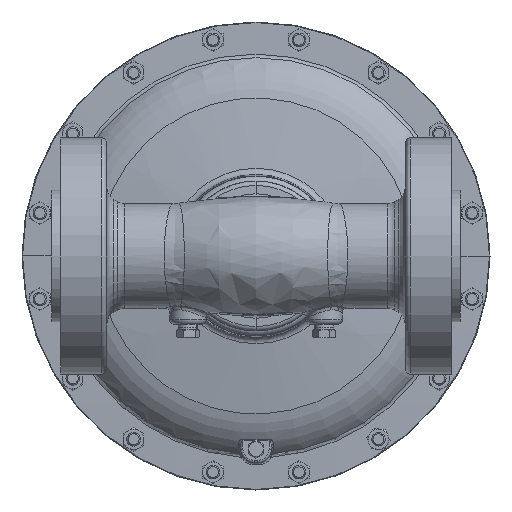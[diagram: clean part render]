
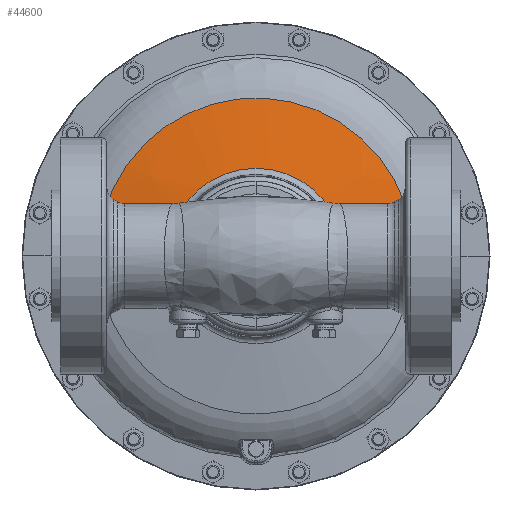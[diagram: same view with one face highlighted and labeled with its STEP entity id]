
A CAD part, front view. The second image highlights one B-rep face of the part: STEP entity #44600.
In plain terms, the highlighted spherical face has radius 584.2 mm.
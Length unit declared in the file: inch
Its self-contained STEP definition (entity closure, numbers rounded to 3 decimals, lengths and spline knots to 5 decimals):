
#1351 = CARTESIAN_POINT ( 'NONE',  ( -3.43211, 8.15512, 0.06149 ) ) ;
#5675 = CARTESIAN_POINT ( 'NONE',  ( -4.06173, 8.26583, 0.55621 ) ) ;
#6134 = CARTESIAN_POINT ( 'NONE',  ( -3.66703, 8.19636, 0.45913 ) ) ;
#6541 = CARTESIAN_POINT ( 'NONE',  ( -3.45878, 8.1598, 0.18098 ) ) ;
#7224 = CARTESIAN_POINT ( 'NONE',  ( 0., 30.89752, 0. ) ) ;
#8426 = ORIENTED_EDGE ( 'NONE', *, *, #27418, .T. ) ;
#9569 = DIRECTION ( 'NONE',  ( 0., 1., 0. ) ) ;
#12048 = CARTESIAN_POINT ( 'NONE',  ( -3.42898, 8.15457, 0.01533 ) ) ;
#16392 = CARTESIAN_POINT ( 'NONE',  ( -3.99654, 8.25434, 0.56087 ) ) ;
#16629 = DIRECTION ( 'NONE',  ( 0., 0., 1. ) ) ;
#16632 = ORIENTED_EDGE ( 'NONE', *, *, #100726, .T. ) ;
#16856 = CARTESIAN_POINT ( 'NONE',  ( -3.61519, 8.18726, 0.41799 ) ) ;
#17090 = DIRECTION ( 'NONE',  ( 1., 0., 0. ) ) ;
#17930 = DIRECTION ( 'NONE',  ( -1., 0., 0. ) ) ;
#21423 = ORIENTED_EDGE ( 'NONE', *, *, #85556, .T. ) ;
#23315 = CARTESIAN_POINT ( 'NONE',  ( 0., 30.89752, 0. ) ) ;
#27104 = CARTESIAN_POINT ( 'NONE',  ( -3.90867, 8.23887, 0.55641 ) ) ;
#27418 = EDGE_CURVE ( 'NONE', #46965, #137728, #42948, .T. ) ;
#27485 = AXIS2_PLACEMENT_3D ( 'NONE', #7224, #81644, #17930 ) ;
#27568 = CARTESIAN_POINT ( 'NONE',  ( -3.53985, 8.17403, 0.33785 ) ) ;
#30923 = AXIS2_PLACEMENT_3D ( 'NONE', #58949, #16629, #17090 ) ;
#32275 = CIRCLE ( 'NONE', #106050, 23. ) ;
#33502 = CARTESIAN_POINT ( 'NONE',  ( -2.41202, 8.02435, 0. ) ) ;
#33968 = CARTESIAN_POINT ( 'NONE',  ( 4.34629, 8.31191, 0. ) ) ;
#33988 = DIRECTION ( 'NONE',  ( 1., 0., 0. ) ) ;
#37767 = CARTESIAN_POINT ( 'NONE',  ( -3.81365, 8.22214, 0.53238 ) ) ;
#38230 = CARTESIAN_POINT ( 'NONE',  ( -3.49341, 8.16587, 0.26226 ) ) ;
#42476 = ORIENTED_EDGE ( 'NONE', *, *, #117455, .F. ) ;
#42948 = CIRCLE ( 'NONE', #89957, 4.34629 ) ;
#43650 = CARTESIAN_POINT ( 'NONE',  ( -3.45878, 8.1598, 0.18098 ) ) ;
#44600 = ADVANCED_FACE ( 'NONE', ( #129058 ), #75783, .T. ) ;
#46965 = VERTEX_POINT ( 'NONE', #33968 ) ;
#47994 = CARTESIAN_POINT ( 'NONE',  ( -4.24929, 8.29891, 0.49843 ) ) ;
#48449 = CARTESIAN_POINT ( 'NONE',  ( -3.78266, 8.21669, 0.52115 ) ) ;
#48910 = CARTESIAN_POINT ( 'NONE',  ( -3.4659, 8.16105, 0.20184 ) ) ;
#50895 = VERTEX_POINT ( 'NONE', #33502 ) ;
#53733 = DIRECTION ( 'NONE',  ( 0., -1., 0. ) ) ;
#58035 = ORIENTED_EDGE ( 'NONE', *, *, #80210, .T. ) ;
#58716 = CARTESIAN_POINT ( 'NONE',  ( -4.1683, 8.28462, 0.53158 ) ) ;
#58949 = CARTESIAN_POINT ( 'NONE',  ( 0., 30.89752, 0. ) ) ;
#59172 = CARTESIAN_POINT ( 'NONE',  ( -3.74221, 8.20958, 0.50359 ) ) ;
#65080 = CARTESIAN_POINT ( 'NONE',  ( -3.43398, 8.15544, 0.07672 ) ) ;
#69413 = CARTESIAN_POINT ( 'NONE',  ( -4.10467, 8.2734, 0.54891 ) ) ;
#69871 = CARTESIAN_POINT ( 'NONE',  ( -3.68516, 8.19955, 0.47134 ) ) ;
#71791 = EDGE_CURVE ( 'NONE', #137728, #135506, #115172, .T. ) ;
#72525 = CARTESIAN_POINT ( 'NONE',  ( 2.41202, 8.02435, 0. ) ) ;
#73299 = CARTESIAN_POINT ( 'NONE',  ( 0., 8.02435, 0. ) ) ;
#75765 = CARTESIAN_POINT ( 'NONE',  ( -3.4296, 8.15468, 0.03077 ) ) ;
#75783 = SPHERICAL_SURFACE ( 'NONE', #30923, 23. ) ;
#76450 = ORIENTED_EDGE ( 'NONE', *, *, #71791, .T. ) ;
#79655 = CARTESIAN_POINT ( 'NONE',  ( -4.3229, 8.31191, 0.45036 ) ) ;
#79737 = VERTEX_POINT ( 'NONE', #128630 ) ;
#80110 = CARTESIAN_POINT ( 'NONE',  ( -4.0401, 8.26202, 0.5586 ) ) ;
#80210 = EDGE_CURVE ( 'NONE', #79737, #50895, #32275, .T. ) ;
#80574 = CARTESIAN_POINT ( 'NONE',  ( -3.63209, 8.19023, 0.43252 ) ) ;
#81644 = DIRECTION ( 'NONE',  ( 0., 0., -1. ) ) ;
#84007 = DIRECTION ( 'NONE',  ( 1., 0., 0. ) ) ;
#85556 = EDGE_CURVE ( 'NONE', #50895, #94261, #104734, .T. ) ;
#86464 = CARTESIAN_POINT ( 'NONE',  ( -3.42898, 8.15457, 0. ) ) ;
#89957 = AXIS2_PLACEMENT_3D ( 'NONE', #117460, #53733, #128190 ) ;
#90047 = EDGE_LOOP ( 'NONE', ( #16632, #58035, #21423, #42476, #8426, #76450 ) ) ;
#90847 = CARTESIAN_POINT ( 'NONE',  ( -3.97449, 8.25046, 0.56073 ) ) ;
#91299 = CARTESIAN_POINT ( 'NONE',  ( -3.56757, 8.17889, 0.37188 ) ) ;
#94261 = VERTEX_POINT ( 'NONE', #72525 ) ;
#96833 = B_SPLINE_CURVE_WITH_KNOTS ( 'NONE', 3,
 ( #43650, #105478, #128805, #65080, #1351, #75765, #12048, #86464 ),
 .UNSPECIFIED., .F., .F.,
 ( 4, 2, 2, 4 ),
 ( 0., 0.00233, 0.0035, 0.00467 ),
 .UNSPECIFIED. ) ;
#97716 = DIRECTION ( 'NONE',  ( 0., 0., 1. ) ) ;
#100726 = EDGE_CURVE ( 'NONE', #135506, #79737, #96833, .T. ) ;
#101021 = CARTESIAN_POINT ( 'NONE',  ( -4.28725, 8.30562, 0.47677 ) ) ;
#101480 = CARTESIAN_POINT ( 'NONE',  ( -3.86585, 8.23133, 0.54848 ) ) ;
#101940 = CARTESIAN_POINT ( 'NONE',  ( -3.50429, 8.16779, 0.28188 ) ) ;
#104734 = CIRCLE ( 'NONE', #121558, 2.41202 ) ;
#105478 = CARTESIAN_POINT ( 'NONE',  ( -3.44882, 8.15805, 0.15177 ) ) ;
#106050 = AXIS2_PLACEMENT_3D ( 'NONE', #23315, #97716, #33988 ) ;
#109920 = CARTESIAN_POINT ( 'NONE',  ( -4.3229, 8.31191, 0.45036 ) ) ;
#112215 = CARTESIAN_POINT ( 'NONE',  ( -3.80328, 8.22032, 0.52885 ) ) ;
#112673 = CARTESIAN_POINT ( 'NONE',  ( -3.47424, 8.16251, 0.22228 ) ) ;
#115172 = B_SPLINE_CURVE_WITH_KNOTS ( 'NONE', 3,
 ( #79655, #101021, #47994, #122442, #58716, #133125, #69413, #5675, #80110, #16392, #90847, #27104, #101480, #37767, #112215, #48449, #122882, #59172, #133597, #69871, #6134, #80574, #16856, #91299, #27568, #101940, #38230, #112673, #48910, #123347 ),
 .UNSPECIFIED., .F., .F.,
 ( 4, 2, 2, 2, 2, 2, 2, 2, 2, 2, 2, 2, 2, 2, 4 ),
 ( 0., 0.00337, 0.00505, 0.00673, 0.00841, 0.0101, 0.01346, 0.0143, 0.01514, 0.01683, 0.01851, 0.02019, 0.02356, 0.02524, 0.02692 ),
 .UNSPECIFIED. ) ;
#117455 = EDGE_CURVE ( 'NONE', #46965, #94261, #133051, .T. ) ;
#117460 = CARTESIAN_POINT ( 'NONE',  ( 0., 8.31191, 0. ) ) ;
#121558 = AXIS2_PLACEMENT_3D ( 'NONE', #73299, #9569, #84007 ) ;
#122442 = CARTESIAN_POINT ( 'NONE',  ( -4.18901, 8.28828, 0.52414 ) ) ;
#122882 = CARTESIAN_POINT ( 'NONE',  ( -3.7724, 8.21489, 0.51696 ) ) ;
#123347 = CARTESIAN_POINT ( 'NONE',  ( -3.45878, 8.1598, 0.18098 ) ) ;
#128190 = DIRECTION ( 'NONE',  ( -1., 0., 0. ) ) ;
#128630 = CARTESIAN_POINT ( 'NONE',  ( -3.42898, 8.15457, 0. ) ) ;
#128805 = CARTESIAN_POINT ( 'NONE',  ( -3.44142, 8.15675, 0.12205 ) ) ;
#129058 = FACE_OUTER_BOUND ( 'NONE', #90047, .T. ) ;
#133051 = CIRCLE ( 'NONE', #27485, 23. ) ;
#133125 = CARTESIAN_POINT ( 'NONE',  ( -4.12599, 8.27716, 0.544 ) ) ;
#133597 = CARTESIAN_POINT ( 'NONE',  ( -3.72275, 8.20616, 0.49357 ) ) ;
#135506 = VERTEX_POINT ( 'NONE', #6541 ) ;
#137728 = VERTEX_POINT ( 'NONE', #109920 ) ;
